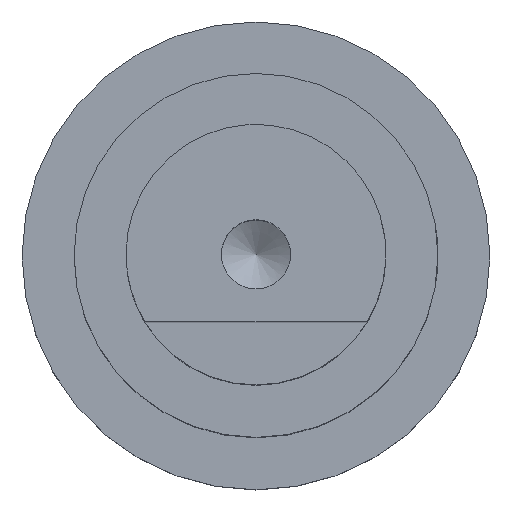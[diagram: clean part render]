
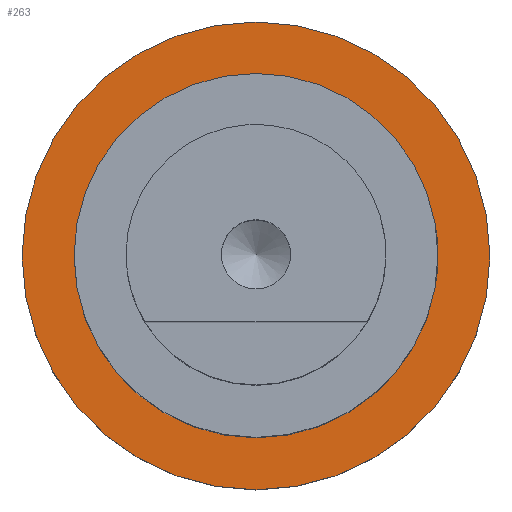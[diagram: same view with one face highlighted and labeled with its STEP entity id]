
A CAD part, top view. The second image highlights one B-rep face of the part: STEP entity #263.
In plain terms, the highlighted planar face has unit normal (0, 0, 1).
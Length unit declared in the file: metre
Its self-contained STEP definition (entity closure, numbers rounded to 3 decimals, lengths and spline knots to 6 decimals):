
#101=ORIENTED_EDGE('',*,*,#124,.T.);
#102=ORIENTED_EDGE('',*,*,#135,.T.);
#124=EDGE_CURVE('',#148,#148,#165,.T.);
#135=EDGE_CURVE('',#158,#158,#172,.T.);
#148=VERTEX_POINT('',#425);
#158=VERTEX_POINT('',#454);
#165=CIRCLE('',#290,0.0175);
#172=CIRCLE('',#305,0.0225);
#196=EDGE_LOOP('',(#101));
#197=EDGE_LOOP('',(#102));
#227=FACE_BOUND('',#196,.T.);
#228=FACE_BOUND('',#197,.T.);
#247=PLANE('',#304);
#263=ADVANCED_FACE('',(#227,#228),#247,.T.);
#290=AXIS2_PLACEMENT_3D('',#424,#343,#344);
#304=AXIS2_PLACEMENT_3D('',#452,#375,#376);
#305=AXIS2_PLACEMENT_3D('',#453,#377,#378);
#343=DIRECTION('',(0.,0.,-1.));
#344=DIRECTION('',(1.,0.,0.));
#375=DIRECTION('',(0.,0.,1.));
#376=DIRECTION('',(0.,-1.,0.));
#377=DIRECTION('',(0.,0.,1.));
#378=DIRECTION('',(-1.,0.,0.));
#424=CARTESIAN_POINT('',(0.,0.,0.008));
#425=CARTESIAN_POINT('',(0.0175,0.,0.008));
#452=CARTESIAN_POINT('',(0.,0.,0.008));
#453=CARTESIAN_POINT('',(0.,0.,0.008));
#454=CARTESIAN_POINT('',(-0.0225,0.,0.008));
